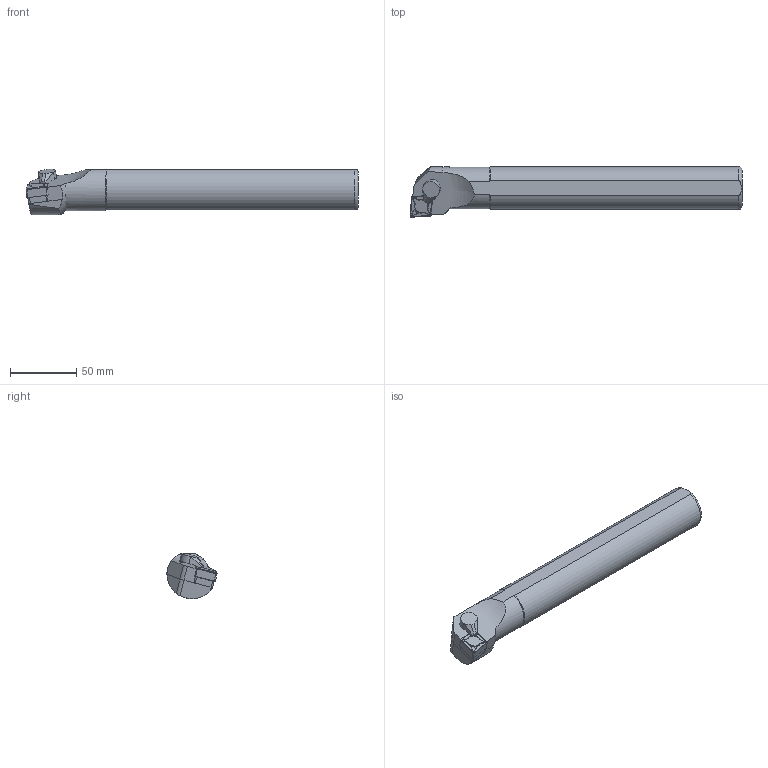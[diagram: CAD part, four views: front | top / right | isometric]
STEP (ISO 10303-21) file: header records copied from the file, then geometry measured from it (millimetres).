
FILE_DESCRIPTION(/* description */ (''),/* implementation_level */ '2;1');
FILE_NAME(/* name */ 'A32S-PCLNR-16C.stp',/* time_stamp */ '2023-10-20T08:36:06+03:00',/* author */ (''),/* organization */ (''),/* preprocessor_version */ 'ST-DEVELOPER v19.4',/* originating_system */ 'SIEMENS PLM Software NX2306.3001',/* authorisation */ '');
FILE_SCHEMA (('AUTOMOTIVE_DESIGN { 1 0 10303 214 3 1 1 1 }'));
Length unit declared in the file: millimetre
Products named in the file (1): A32S-PCLNR-16C
Bounding box: 249.92 x 37.94 x 34.22 mm (x, y, z)
Volume: 191315 mm3; surface area: 27555.3 mm2
Topology: 2 solids, 2 shells, 117 faces, 302 edges, 198 vertices
Faces by surface type: plane 70, cone 24, cylinder 20, torus 2, bspline 1
Entity records: 4380 total; most frequent: CARTESIAN_POINT 1036, ORIENTED_EDGE 600, DIRECTION 580, EDGE_CURVE 300, AXIS2_PLACEMENT_3D 201, VERTEX_POINT 197, LINE 178, VECTOR 178
